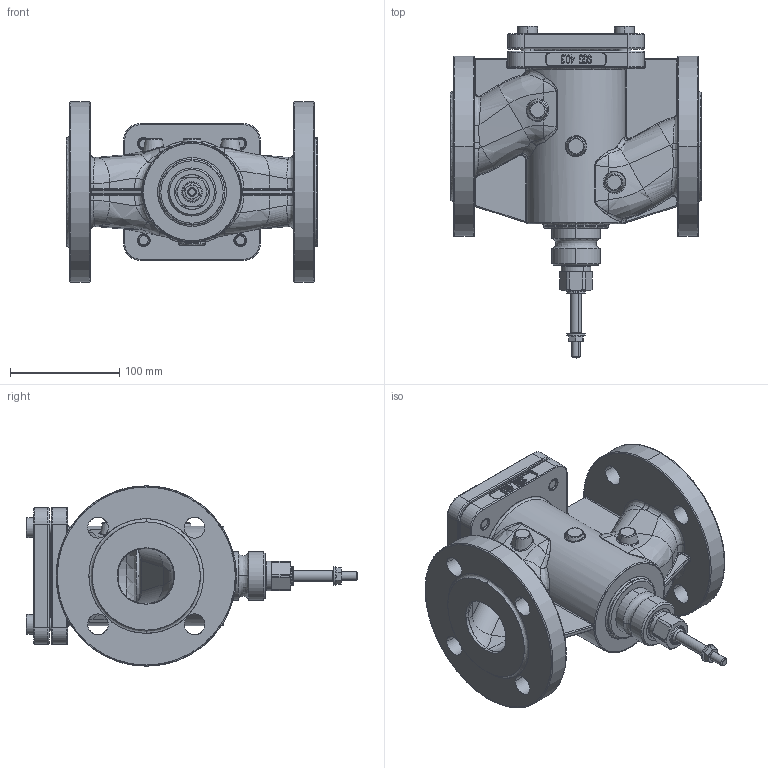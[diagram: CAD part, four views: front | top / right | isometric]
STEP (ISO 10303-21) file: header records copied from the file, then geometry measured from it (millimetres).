
FILE_DESCRIPTION(('CATIA V5 STEP Exchange'),'2;1');
FILE_NAME('VLC125 DN50.stp','2016-09-20T09:44:28+00:00',('none'),('none'),'CATIA Version 5-6 Release 2014 SP4 HF22','CATIA V5 STEP AP203','none');
FILE_SCHEMA(('CONFIG_CONTROL_DESIGN'));
Products named in the file (3): 6217s17; 955-1021s7; 954-1367s1
Assembly tree (18 placements, depth 3):
  6217s17
    955-1021s7
      #65
      #86955
    954-1367s1
      #88110
      #90931  x2
      #91067  x2
      #91504
    #91696
    #92425
    #92594
    #93944  x4
    #95055
Bounding box: 230 x 303.71 x 165 mm (x, y, z)
Volume: 310557.6 mm3; surface area: 368028.9 mm2
Topology: 15 solids, 1084 shells, 1499 faces, 6455 edges, 6078 vertices
Faces by surface type: plane 643, cylinder 315, bspline 270, revolution 100, torus 90, cone 81
Entity records: 95532 total; most frequent: CARTESIAN_POINT 50148, ORIENTED_EDGE 6862, DIRECTION 6640, EDGE_CURVE 6159, VERTEX_POINT 5888, VECTOR 3542, LINE 3542, AXIS2_PLACEMENT_3D 2029
